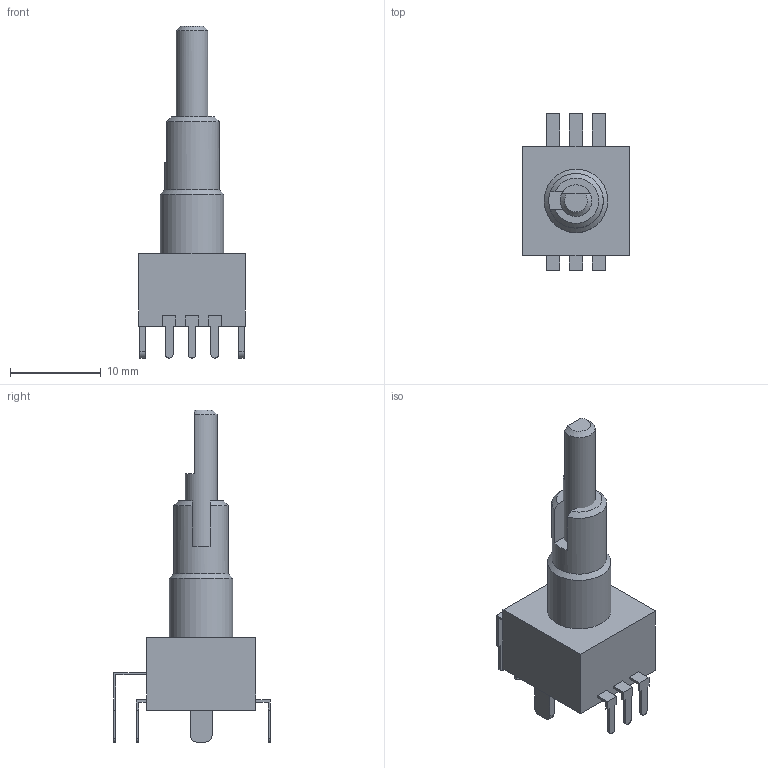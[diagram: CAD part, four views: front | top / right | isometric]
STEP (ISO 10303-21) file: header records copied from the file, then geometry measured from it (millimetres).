
FILE_DESCRIPTION(/* description */ (''),/* implementation_level */ '2;1');
FILE_NAME(/* name */ 'EC11E Dual encoder.step',/* time_stamp */ '2022-01-19T19:15:04-08:00',/* author */ (''),/* organization */ (''),/* preprocessor_version */ 'ST-DEVELOPER v18.1',/* originating_system */ 'Autodesk Translation Framework v10.13.0.1454',/* authorisation */ '');
FILE_SCHEMA (('AUTOMOTIVE_DESIGN { 1 0 10303 214 3 1 1 }'));
Length unit declared in the file: millimetre
Products named in the file (1): EC11E Dual encoder
Bounding box: 11.7 x 17.25 x 36.5 mm (x, y, z)
Volume: 2035.3 mm3; surface area: 1761.6 mm2
Topology: 14 solids, 14 shells, 152 faces, 371 edges, 247 vertices
Faces by surface type: plane 126, cylinder 23, cone 3
Full cylindrical faces by diameter (mm): 3.5 x1, 6 x1, 7 x1
Entity records: 4478 total; most frequent: CARTESIAN_POINT 779, ORIENTED_EDGE 742, DIRECTION 726, EDGE_CURVE 371, LINE 314, VECTOR 314, VERTEX_POINT 247, AXIS2_PLACEMENT_3D 206
